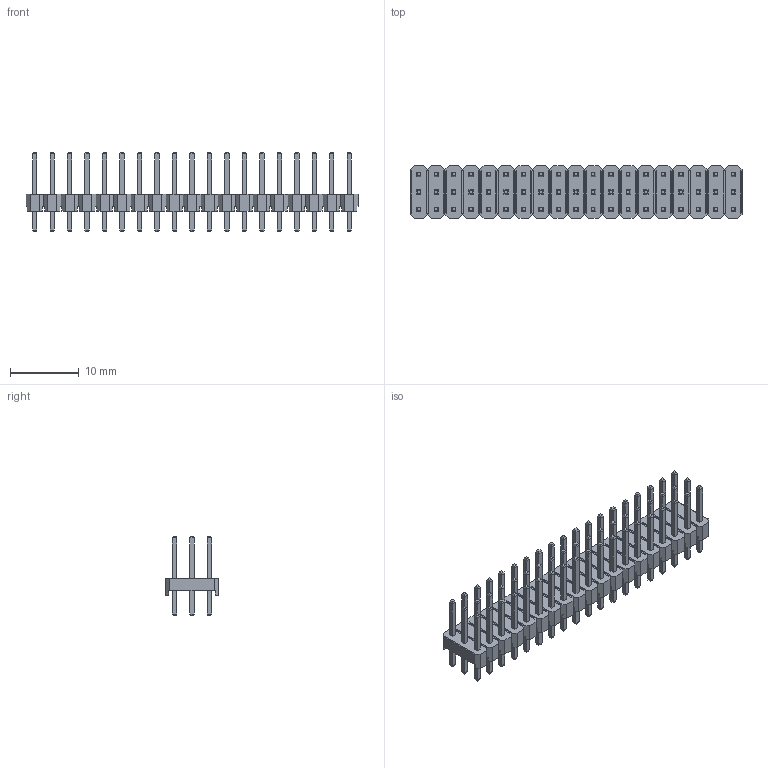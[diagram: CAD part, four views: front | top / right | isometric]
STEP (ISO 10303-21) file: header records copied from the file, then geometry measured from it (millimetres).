
FILE_DESCRIPTION(('STEP AP214'), '1');
FILE_NAME('PLT', '', ('UNSPECIFIED'), ('UNSPECIFIED'), 'ASCON STEP Converter 1.6', 'ASCON Math Kernel', '');
FILE_SCHEMA(('AUTOMOTIVE_DESIGN { 1 0 10303 214 3 1 1}'));
Length unit declared in the file: millimetre
Bounding box: 48.26 x 7.62 x 11.6 mm (x, y, z)
Volume: 880.5 mm3; surface area: 2474.1 mm2
Topology: 1 solids, 1 shells, 1318 faces, 3096 edges, 1912 vertices
Faces by surface type: plane 1318
Entity records: 46896 total; most frequent: CARTESIAN_POINT 6327, ORIENTED_EDGE 6192, DIRECTION 5734, EDGE_CURVE 3096, LINE 3096, VECTOR 3096, VERTEX_POINT 1912, FACE_BOUND 1450
